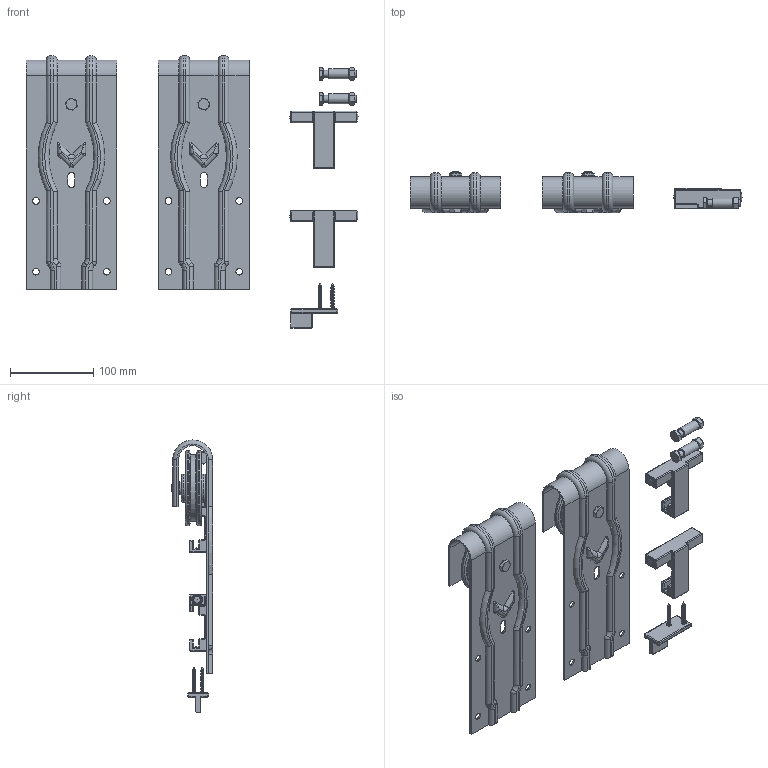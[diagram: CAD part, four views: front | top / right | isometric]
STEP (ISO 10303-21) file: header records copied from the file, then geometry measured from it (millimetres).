
FILE_DESCRIPTION(/* description */ (''),/* implementation_level */ '2;1');
FILE_NAME(/* name */ '.stp',/* time_stamp */ '2019-08-29T11:35:28+02:00',/* author */ ('WG'),/* organization */ (''),/* preprocessor_version */ 'ST-DEVELOPER v17.2',/* originating_system */ 'Autodesk Inventor 2019',/* authorisation */ '');
FILE_SCHEMA (('AUTOMOTIVE_DESIGN { 1 0 10303 214 3 1 1 }'));
Products named in the file (23): RD-F-B; RD-A-B_butée; RD-A-B_butée corps; RD-A-B_butée plastique; RD-A-B_vis verrouillage butée; VAL-RD 030.00r00 Bottom guide standard; 1103R; DIN7997 4x35 Pz; hanger F; VAL-RD 080.00r00 - Roller with holes; VAL-RD 080.01r00 - Roller with holes; DIN 625 SKF - SKF 628-2Z; Tube 10,5x16x12 - Dremec; DIN 988 (S) - 8x14; DIN 931-1 - M8 x 45; DIN 34815, PA6 _argip; VAL-RD 881.01r00 - Plate of  Ymir Hanger (14443); DIN 439 - M8 x 1,25; DIN 6797 - A 8,4; VAl-RD 120.00r00 - Antyjumper Thor; RD-A-B_antidegondage tube; RD-A-B_antidegondage ecrou; RD-A-B_antidegondage Vis
Assembly tree (31 placements, depth 4):
  RD-F-B
    RD-A-B_butée  x2
      RD-A-B_butée corps
      RD-A-B_butée plastique
      RD-A-B_vis verrouillage butée
    VAL-RD 030.00r00 Bottom guide standard
      1103R
      DIN7997 4x35 Pz  x2
    hanger F  x2
      DIN 34815, PA6 _argip
      VAL-RD 080.00r00 - Roller with holes
        VAL-RD 080.01r00 - Roller with holes
        DIN 625 SKF - SKF 628-2Z  x2
        Tube 10,5x16x12 - Dremec
        DIN 988 (S) - 8x14
      DIN 931-1 - M8 x 45
      VAL-RD 881.01r00 - Plate of  Ymir Hanger (14443)
      DIN 439 - M8 x 1,25
      DIN 6797 - A 8,4
    VAl-RD 120.00r00 - Antyjumper Thor  x2
      RD-A-B_antidegondage tube
      RD-A-B_antidegondage ecrou
      RD-A-B_antidegondage Vis
Bounding box: 398.5 x 50.3 x 326.7 mm (x, y, z)
Volume: 411516.8 mm3; surface area: 294324.9 mm2
Topology: 43 solids, 43 shells, 1842 faces, 4813 edges, 3032 vertices
Faces by surface type: cylinder 666, plane 518, torus 368, cone 126, bspline 98, sphere 66
Full cylindrical faces by diameter (mm): 1.905 x2, 2.8 x32, 3.242 x4, 4 x4, 6 x2, 6.647 x4, 7.4 x2, 8 x22, 8.2 x2, 8.4 x10, 10 x6, 10.2 x2, 11 x2, 11.6 x4, 11.8 x2, 12 x2, 13.12 x8, 14 x2, 16 x6, 18.88 x8, 24 x6, 34 x4, 80 x2, 90 x4
Entity records: 43672 total; most frequent: CARTESIAN_POINT 20732, DIRECTION 4873, ORIENTED_EDGE 4512, EDGE_CURVE 2256, AXIS2_PLACEMENT_3D 1990, VERTEX_POINT 1419, CIRCLE 1051, EDGE_LOOP 965
